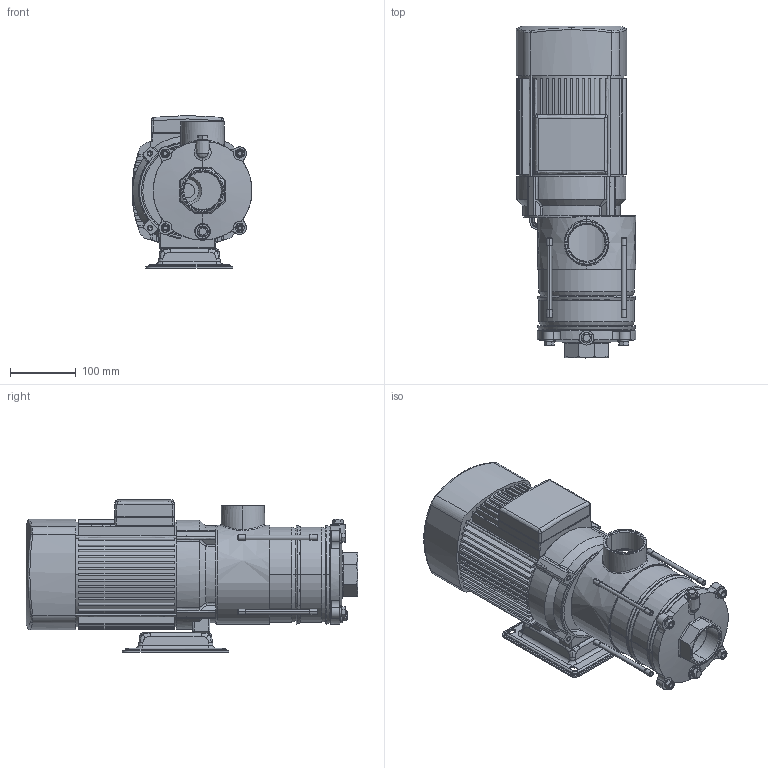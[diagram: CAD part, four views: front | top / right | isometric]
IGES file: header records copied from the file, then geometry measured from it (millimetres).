
Global section: file name: 015P2374 (RMHI 20-3R); native system: AutoCAD 2021 — Русский (Russian),62HAutod; preprocessor: esk Translation Framework DWG producer (atf_dwg_producer); organization: unknown; date: 20240416.213043; units: millimetre
Bounding box: 182.24 x 504.2 x 232 mm (x, y, z)
Volume: 6922560.5 mm3; surface area: 748677.3 mm2
Topology: 29 solids, 33 shells, 1714 faces, 4569 edges, 3105 vertices
Faces by surface type: bspline 1662, revolution 52
